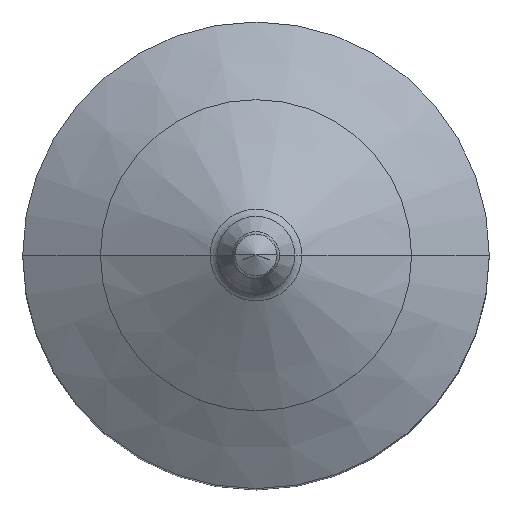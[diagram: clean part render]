
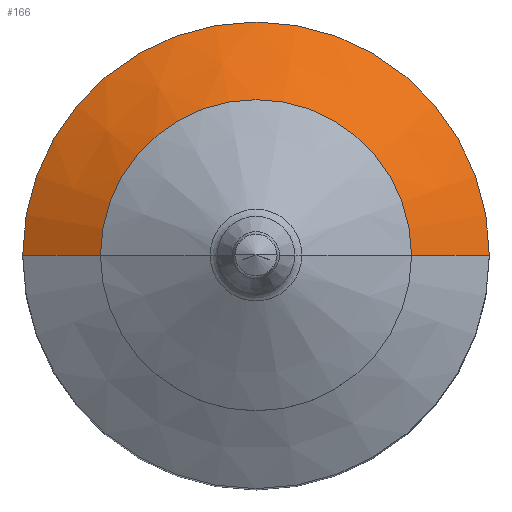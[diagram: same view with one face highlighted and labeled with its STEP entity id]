
A CAD part, top view. The second image highlights one B-rep face of the part: STEP entity #166.
In plain terms, the highlighted conical face has half-angle 60 degrees and reference radius 4 mm.
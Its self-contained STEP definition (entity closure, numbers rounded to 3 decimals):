
#97 = ORIENTED_EDGE ( 'NONE', *, *, #133, .F. ) ;
#133 = EDGE_CURVE ( 'NONE', #164, #183, #706, .T. ) ;
#158 = ORIENTED_EDGE ( 'NONE', *, *, #165, .F. ) ;
#159 = VERTEX_POINT ( 'NONE', #834 ) ;
#160 = EDGE_CURVE ( 'NONE', #164, #159, #803, .T. ) ;
#161 = ORIENTED_EDGE ( 'NONE', *, *, #162, .T. ) ;
#162 = EDGE_CURVE ( 'NONE', #159, #167, #827, .T. ) ;
#164 = VERTEX_POINT ( 'NONE', #795 ) ;
#165 = EDGE_CURVE ( 'NONE', #183, #167, #832, .T. ) ;
#166 = ADVANCED_FACE ( 'NONE', ( #816 ), #817, .T. ) ;
#167 = VERTEX_POINT ( 'NONE', #775 ) ;
#177 = EDGE_LOOP ( 'NONE', ( #245, #161, #158, #97 ) ) ;
#183 = VERTEX_POINT ( 'NONE', #761 ) ;
#245 = ORIENTED_EDGE ( 'NONE', *, *, #160, .T. ) ;
#591 = DIRECTION ( 'NONE',  ( -0.866, 0., -0.5 ) ) ;
#592 = VECTOR ( 'NONE', #591, 1000. ) ;
#593 = CARTESIAN_POINT ( 'NONE',  ( -4., 0., 51.723 ) ) ;
#706 = LINE ( 'NONE', #593, #592 ) ;
#761 = CARTESIAN_POINT ( 'NONE',  ( -6., 0., 50.568 ) ) ;
#775 = CARTESIAN_POINT ( 'NONE',  ( 6., 0., 50.568 ) ) ;
#776 = DIRECTION ( 'NONE',  ( -1., 0., 0. ) ) ;
#778 = CARTESIAN_POINT ( 'NONE',  ( 0., 0., 51.723 ) ) ;
#795 = CARTESIAN_POINT ( 'NONE',  ( -4., 0., 51.723 ) ) ;
#796 = AXIS2_PLACEMENT_3D ( 'NONE', #831, #830, #829 ) ;
#803 = CIRCLE ( 'NONE', #796, 4. ) ;
#816 = FACE_OUTER_BOUND ( 'NONE', #177, .T. ) ;
#817 = CONICAL_SURFACE ( 'NONE', #833, 4., 1.047 ) ;
#818 = DIRECTION ( 'NONE',  ( -1., 0., 0. ) ) ;
#819 = DIRECTION ( 'NONE',  ( 0., 0., -1. ) ) ;
#820 = CARTESIAN_POINT ( 'NONE',  ( 0., 0., 50.568 ) ) ;
#824 = DIRECTION ( 'NONE',  ( 0.866, 0., -0.5 ) ) ;
#825 = VECTOR ( 'NONE', #824, 1000. ) ;
#826 = CARTESIAN_POINT ( 'NONE',  ( 4., 0., 51.723 ) ) ;
#827 = LINE ( 'NONE', #826, #825 ) ;
#828 = DIRECTION ( 'NONE',  ( 0., 0., -1. ) ) ;
#829 = DIRECTION ( 'NONE',  ( -1., 0., 0. ) ) ;
#830 = DIRECTION ( 'NONE',  ( 0., 0., -1. ) ) ;
#831 = CARTESIAN_POINT ( 'NONE',  ( 0., 0., 51.723 ) ) ;
#832 = CIRCLE ( 'NONE', #865, 6. ) ;
#833 = AXIS2_PLACEMENT_3D ( 'NONE', #778, #828, #776 ) ;
#834 = CARTESIAN_POINT ( 'NONE',  ( 4., 0., 51.723 ) ) ;
#865 = AXIS2_PLACEMENT_3D ( 'NONE', #820, #819, #818 ) ;
